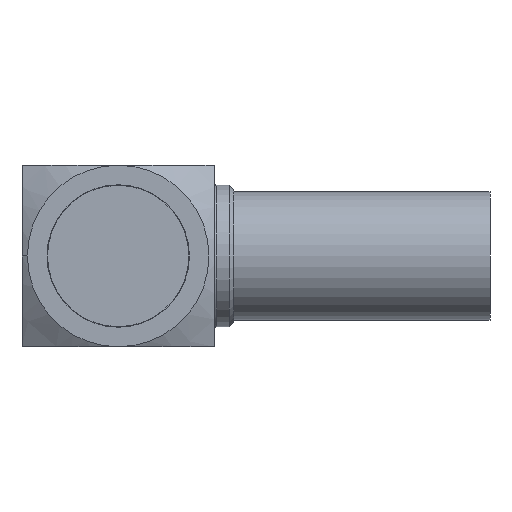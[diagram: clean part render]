
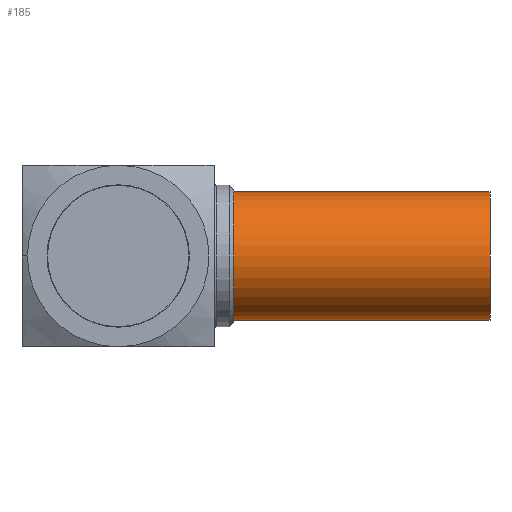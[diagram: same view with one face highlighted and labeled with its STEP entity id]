
A CAD part, front view. The second image highlights one B-rep face of the part: STEP entity #185.
In plain terms, the highlighted cylindrical face has radius 3.175 mm (diameter 6.35 mm), a partial arc.
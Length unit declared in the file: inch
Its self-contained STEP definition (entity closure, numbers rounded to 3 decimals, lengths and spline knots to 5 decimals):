
#79 = EDGE_LOOP ( 'NONE', ( #271, #3236, #1011, #4044 ) ) ;
#86 = CARTESIAN_POINT ( 'NONE',  ( 0.2248, 0., 0.125 ) ) ;
#182 = CIRCLE ( 'NONE', #4486, 0.125 ) ;
#185 = ADVANCED_FACE ( 'NONE', ( #2188 ), #1843, .T. ) ;
#271 = ORIENTED_EDGE ( 'NONE', *, *, #4084, .F. ) ;
#387 = DIRECTION ( 'NONE',  ( 0., 0., 1. ) ) ;
#425 = DIRECTION ( 'NONE',  ( 1., 0., 0. ) ) ;
#451 = CARTESIAN_POINT ( 'NONE',  ( 0.7248, 0., -0.125 ) ) ;
#522 = VERTEX_POINT ( 'NONE', #86 ) ;
#677 = VERTEX_POINT ( 'NONE', #3250 ) ;
#736 = CARTESIAN_POINT ( 'NONE',  ( 0.7248, 0., 0. ) ) ;
#1011 = ORIENTED_EDGE ( 'NONE', *, *, #2213, .T. ) ;
#1216 = LINE ( 'NONE', #2263, #1549 ) ;
#1229 = DIRECTION ( 'NONE',  ( -1., 0., 0. ) ) ;
#1496 = CARTESIAN_POINT ( 'NONE',  ( 0.7248, 0., 0. ) ) ;
#1537 = DIRECTION ( 'NONE',  ( -1., 0., 0. ) ) ;
#1549 = VECTOR ( 'NONE', #1985, 39.37008 ) ;
#1602 = DIRECTION ( 'NONE',  ( 0., 0., 1. ) ) ;
#1843 = CYLINDRICAL_SURFACE ( 'NONE', #2584, 0.125 ) ;
#1871 = AXIS2_PLACEMENT_3D ( 'NONE', #1496, #1537, #387 ) ;
#1985 = DIRECTION ( 'NONE',  ( -1., 0., 0. ) ) ;
#2188 = FACE_OUTER_BOUND ( 'NONE', #79, .T. ) ;
#2213 = EDGE_CURVE ( 'NONE', #4168, #522, #1216, .T. ) ;
#2263 = CARTESIAN_POINT ( 'NONE',  ( 0.7248, 0., 0.125 ) ) ;
#2315 = CARTESIAN_POINT ( 'NONE',  ( 0.2248, 0., 0. ) ) ;
#2584 = AXIS2_PLACEMENT_3D ( 'NONE', #736, #3356, #2930 ) ;
#2608 = EDGE_CURVE ( 'NONE', #677, #4168, #4022, .T. ) ;
#2930 = DIRECTION ( 'NONE',  ( 0., 0., 1. ) ) ;
#3139 = LINE ( 'NONE', #451, #3673 ) ;
#3236 = ORIENTED_EDGE ( 'NONE', *, *, #2608, .T. ) ;
#3250 = CARTESIAN_POINT ( 'NONE',  ( 0.7248, 0., -0.125 ) ) ;
#3356 = DIRECTION ( 'NONE',  ( -1., 0., 0. ) ) ;
#3415 = CARTESIAN_POINT ( 'NONE',  ( 0.2248, 0., -0.125 ) ) ;
#3673 = VECTOR ( 'NONE', #1229, 39.37008 ) ;
#3837 = CARTESIAN_POINT ( 'NONE',  ( 0.7248, 0., 0.125 ) ) ;
#4022 = CIRCLE ( 'NONE', #1871, 0.125 ) ;
#4044 = ORIENTED_EDGE ( 'NONE', *, *, #4172, .T. ) ;
#4084 = EDGE_CURVE ( 'NONE', #677, #4544, #3139, .T. ) ;
#4168 = VERTEX_POINT ( 'NONE', #3837 ) ;
#4172 = EDGE_CURVE ( 'NONE', #522, #4544, #182, .T. ) ;
#4486 = AXIS2_PLACEMENT_3D ( 'NONE', #2315, #425, #1602 ) ;
#4544 = VERTEX_POINT ( 'NONE', #3415 ) ;
